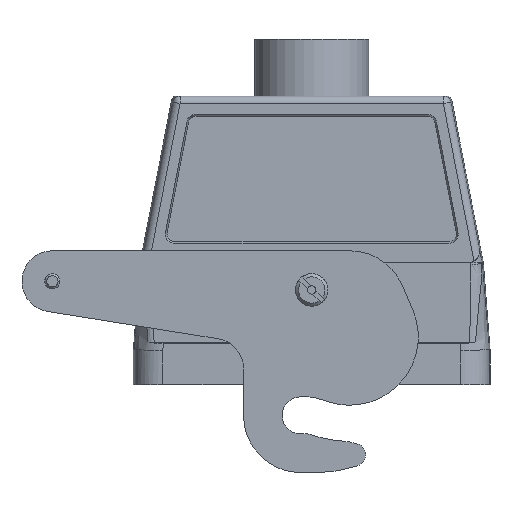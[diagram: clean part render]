
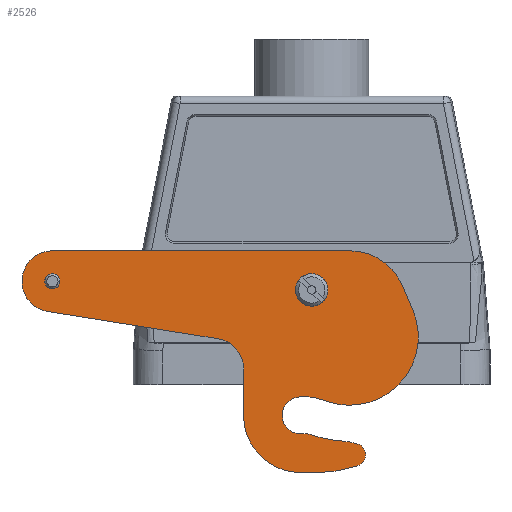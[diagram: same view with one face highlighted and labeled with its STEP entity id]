
A CAD part, front view. The second image highlights one B-rep face of the part: STEP entity #2526.
In plain terms, the highlighted planar face has unit normal (0, -1, 0).
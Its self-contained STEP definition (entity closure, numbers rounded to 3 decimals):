
#1435=FACE_BOUND('',#3483,.T.);
#1436=FACE_BOUND('',#3484,.T.);
#1437=FACE_BOUND('',#3485,.T.);
#1665=PLANE('',#9365);
#2073=CIRCLE('',#9321,3.);
#2075=CIRCLE('',#9324,40.);
#2077=CIRCLE('',#9327,15.);
#2079=CIRCLE('',#9331,8.);
#2081=CIRCLE('',#9335,8.);
#2083=CIRCLE('',#9339,15.);
#2085=CIRCLE('',#9343,18.);
#2087=CIRCLE('',#9346,15.);
#2089=CIRCLE('',#9349,4.85);
#2091=CIRCLE('',#9352,5.);
#2093=CIRCLE('',#9355,35.);
#2095=CIRCLE('',#9358,15.);
#2098=CIRCLE('',#9363,4.25);
#2099=CIRCLE('',#9364,1.975);
#2526=ADVANCED_FACE('',(#1435,#1436,#1437),#1665,.F.);
#3483=EDGE_LOOP('',(#5596));
#3484=EDGE_LOOP('',(#5597));
#3485=EDGE_LOOP('',(#5598,#5599,#5600,#5601,#5602,#5603,#5604,#5605,#5606,
#5607,#5608,#5609,#5610,#5611,#5612,#5613));
#5596=ORIENTED_EDGE('',*,*,#7410,.F.);
#5597=ORIENTED_EDGE('',*,*,#7411,.F.);
#5598=ORIENTED_EDGE('',*,*,#7361,.F.);
#5599=ORIENTED_EDGE('',*,*,#7407,.F.);
#5600=ORIENTED_EDGE('',*,*,#7404,.F.);
#5601=ORIENTED_EDGE('',*,*,#7401,.F.);
#5602=ORIENTED_EDGE('',*,*,#7398,.F.);
#5603=ORIENTED_EDGE('',*,*,#7395,.F.);
#5604=ORIENTED_EDGE('',*,*,#7392,.F.);
#5605=ORIENTED_EDGE('',*,*,#7389,.F.);
#5606=ORIENTED_EDGE('',*,*,#7386,.F.);
#5607=ORIENTED_EDGE('',*,*,#7383,.F.);
#5608=ORIENTED_EDGE('',*,*,#7380,.F.);
#5609=ORIENTED_EDGE('',*,*,#7377,.F.);
#5610=ORIENTED_EDGE('',*,*,#7374,.F.);
#5611=ORIENTED_EDGE('',*,*,#7371,.F.);
#5612=ORIENTED_EDGE('',*,*,#7368,.F.);
#5613=ORIENTED_EDGE('',*,*,#7365,.F.);
#6333=VERTEX_POINT('',#24823);
#6334=VERTEX_POINT('',#24824);
#6337=VERTEX_POINT('',#24832);
#6339=VERTEX_POINT('',#24838);
#6341=VERTEX_POINT('',#24844);
#6343=VERTEX_POINT('',#24850);
#6345=VERTEX_POINT('',#24856);
#6347=VERTEX_POINT('',#24862);
#6349=VERTEX_POINT('',#24868);
#6351=VERTEX_POINT('',#24874);
#6353=VERTEX_POINT('',#24880);
#6355=VERTEX_POINT('',#24886);
#6357=VERTEX_POINT('',#24892);
#6359=VERTEX_POINT('',#24898);
#6361=VERTEX_POINT('',#24904);
#6363=VERTEX_POINT('',#24910);
#6366=VERTEX_POINT('',#24922);
#6367=VERTEX_POINT('',#24924);
#7361=EDGE_CURVE('',#6333,#6334,#2073,.T.);
#7365=EDGE_CURVE('',#6334,#6337,#2075,.T.);
#7368=EDGE_CURVE('',#6337,#6339,#2077,.T.);
#7371=EDGE_CURVE('',#6339,#6341,#7954,.T.);
#7374=EDGE_CURVE('',#6341,#6343,#2079,.T.);
#7377=EDGE_CURVE('',#6343,#6345,#7958,.T.);
#7380=EDGE_CURVE('',#6345,#6347,#2081,.T.);
#7383=EDGE_CURVE('',#6347,#6349,#7962,.T.);
#7386=EDGE_CURVE('',#6349,#6351,#2083,.T.);
#7389=EDGE_CURVE('',#6351,#6353,#7966,.T.);
#7392=EDGE_CURVE('',#6353,#6355,#2085,.T.);
#7395=EDGE_CURVE('',#6355,#6357,#2087,.T.);
#7398=EDGE_CURVE('',#6357,#6359,#2089,.T.);
#7401=EDGE_CURVE('',#6359,#6361,#2091,.T.);
#7404=EDGE_CURVE('',#6361,#6363,#2093,.T.);
#7407=EDGE_CURVE('',#6363,#6333,#2095,.T.);
#7410=EDGE_CURVE('',#6366,#6366,#2098,.T.);
#7411=EDGE_CURVE('',#6367,#6367,#2099,.T.);
#7954=LINE('',#24843,#8493);
#7958=LINE('',#24855,#8497);
#7962=LINE('',#24867,#8501);
#7966=LINE('',#24879,#8505);
#8493=VECTOR('',#11099,1.);
#8497=VECTOR('',#11111,1.);
#8501=VECTOR('',#11123,1.);
#8505=VECTOR('',#11135,1.);
#9321=AXIS2_PLACEMENT_3D('',#24822,#11077,#11078);
#9324=AXIS2_PLACEMENT_3D('',#24831,#11085,#11086);
#9327=AXIS2_PLACEMENT_3D('',#24837,#11092,#11093);
#9331=AXIS2_PLACEMENT_3D('',#24849,#11104,#11105);
#9335=AXIS2_PLACEMENT_3D('',#24861,#11116,#11117);
#9339=AXIS2_PLACEMENT_3D('',#24873,#11128,#11129);
#9343=AXIS2_PLACEMENT_3D('',#24885,#11140,#11141);
#9346=AXIS2_PLACEMENT_3D('',#24891,#11147,#11148);
#9349=AXIS2_PLACEMENT_3D('',#24897,#11154,#11155);
#9352=AXIS2_PLACEMENT_3D('',#24903,#11161,#11162);
#9355=AXIS2_PLACEMENT_3D('',#24909,#11168,#11169);
#9358=AXIS2_PLACEMENT_3D('',#24915,#11175,#11176);
#9363=AXIS2_PLACEMENT_3D('',#24921,#11185,#11186);
#9364=AXIS2_PLACEMENT_3D('',#24923,#11187,#11188);
#9365=AXIS2_PLACEMENT_3D('',#24925,#11189,#11190);
#11077=DIRECTION('',(0.,1.,0.));
#11078=DIRECTION('',(-1.,0.,0.004));
#11085=DIRECTION('',(0.,1.,0.));
#11086=DIRECTION('',(-1.,0.,0.004));
#11092=DIRECTION('',(0.,1.,0.));
#11093=DIRECTION('',(-1.,0.,0.004));
#11099=DIRECTION('',(0.004,0.,1.));
#11104=DIRECTION('',(0.,-1.,0.));
#11105=DIRECTION('',(-1.,0.,0.004));
#11111=DIRECTION('',(-0.987,0.,0.158));
#11116=DIRECTION('',(0.,1.,0.));
#11117=DIRECTION('',(-1.,0.,0.004));
#11123=DIRECTION('',(1.,0.,0.));
#11128=DIRECTION('',(0.,1.,0.));
#11129=DIRECTION('',(-1.,0.,0.004));
#11135=DIRECTION('',(0.396,0.,-0.918));
#11140=DIRECTION('',(0.,1.,0.));
#11141=DIRECTION('',(-1.,0.,0.004));
#11147=DIRECTION('',(0.,-1.,0.));
#11148=DIRECTION('',(-1.,0.,0.004));
#11154=DIRECTION('',(0.,-1.,0.));
#11155=DIRECTION('',(-1.,0.,0.004));
#11161=DIRECTION('',(0.,1.,0.));
#11162=DIRECTION('',(-1.,0.,0.004));
#11168=DIRECTION('',(0.,-1.,0.));
#11169=DIRECTION('',(-1.,0.,0.004));
#11175=DIRECTION('',(0.,1.,0.));
#11176=DIRECTION('',(-1.,0.,0.004));
#11185=DIRECTION('',(0.,-1.,0.));
#11186=DIRECTION('',(0.,0.,1.));
#11187=DIRECTION('',(0.,-1.,0.));
#11188=DIRECTION('',(0.,0.,1.));
#11189=DIRECTION('',(0.,1.,0.));
#11190=DIRECTION('',(-1.,0.,0.004));
#24822=CARTESIAN_POINT('',(11.134,-26.,-27.593));
#24823=CARTESIAN_POINT('',(12.081,-26.,-24.747));
#24824=CARTESIAN_POINT('',(12.052,-26.,-30.449));
#24831=CARTESIAN_POINT('',(-0.191,-26.,7.631));
#24832=CARTESIAN_POINT('',(-4.488,-26.,-32.138));
#24837=CARTESIAN_POINT('',(-2.876,-26.,-17.224));
#24838=CARTESIAN_POINT('',(-17.876,-26.,-17.167));
#24843=CARTESIAN_POINT('',(-17.876,-26.,-17.167));
#24844=CARTESIAN_POINT('',(-17.83,-26.,-5.082));
#24849=CARTESIAN_POINT('',(-25.83,-26.,-5.051));
#24850=CARTESIAN_POINT('',(-24.564,-26.,2.848));
#24855=CARTESIAN_POINT('',(-24.564,-26.,2.848));
#24856=CARTESIAN_POINT('',(-69.258,-26.,10.012));
#24861=CARTESIAN_POINT('',(-67.992,-26.,17.912));
#24862=CARTESIAN_POINT('',(-67.992,-26.,25.912));
#24867=CARTESIAN_POINT('',(-67.992,-26.,25.912));
#24868=CARTESIAN_POINT('',(9.982,-26.,25.912));
#24873=CARTESIAN_POINT('',(9.982,-26.,10.912));
#24874=CARTESIAN_POINT('',(23.753,-26.,16.859));
#24879=CARTESIAN_POINT('',(23.753,-26.,16.859));
#24880=CARTESIAN_POINT('',(26.478,-26.,10.548));
#24885=CARTESIAN_POINT('',(9.953,-26.,3.412));
#24886=CARTESIAN_POINT('',(3.42,-26.,-13.361));
#24891=CARTESIAN_POINT('',(-2.023,-26.,-27.338));
#24892=CARTESIAN_POINT('',(-3.284,-26.,-12.392));
#24897=CARTESIAN_POINT('',(-2.876,-26.,-17.224));
#24898=CARTESIAN_POINT('',(-2.436,-26.,-22.054));
#24903=CARTESIAN_POINT('',(-1.982,-26.,-27.034));
#24904=CARTESIAN_POINT('',(-0.399,-26.,-22.291));
#24909=CARTESIAN_POINT('',(10.682,-26.,10.909));
#24910=CARTESIAN_POINT('',(8.347,-26.,-24.013));
#24915=CARTESIAN_POINT('',(7.346,-26.,-38.98));
#24921=CARTESIAN_POINT('',(0.,-26.,15.65));
#24922=CARTESIAN_POINT('',(0.,-26.,19.9));
#24923=CARTESIAN_POINT('',(-67.992,-26.,17.912));
#24924=CARTESIAN_POINT('',(-67.992,-26.,19.887));
#24925=CARTESIAN_POINT('',(11.134,-26.,-27.593));
